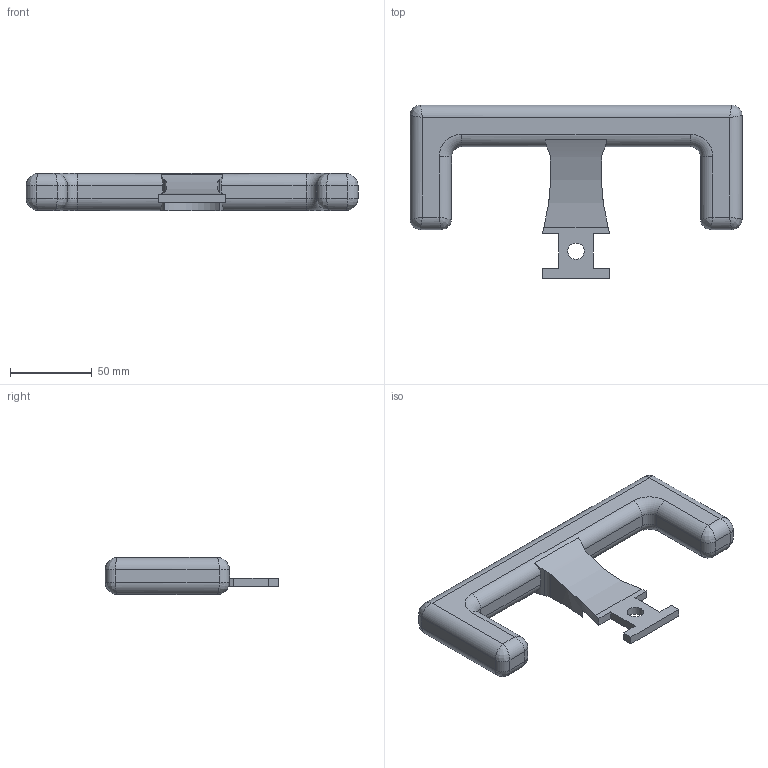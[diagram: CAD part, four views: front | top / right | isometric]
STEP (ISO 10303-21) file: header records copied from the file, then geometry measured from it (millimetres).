
FILE_DESCRIPTION(/* description */ (''),/* implementation_level */ '2;1');
FILE_NAME(/* name */ 'SteeringWheel_v2 v3.step',/* time_stamp */ '2024-06-05T12:13:33-07:00',/* author */ (''),/* organization */ (''),/* preprocessor_version */ 'ST-DEVELOPER v20',/* originating_system */ 'Autodesk Translation Framework v13.14.0.145',/* authorisation */ '');
FILE_SCHEMA (('AUTOMOTIVE_DESIGN { 1 0 10303 214 3 1 1 }'));
Length unit declared in the file: inch
Products named in the file (1): SteeringWheel_v2
Bounding box: 203.2 x 106.36 x 22.7 mm (x, y, z)
Volume: 181046.5 mm3; surface area: 32749.8 mm2
Topology: 1 solids, 1 shells, 86 faces, 212 edges, 116 vertices
Faces by surface type: cylinder 36, plane 34, bspline 12, torus 4
Full cylindrical faces by diameter (mm): 10 x1
Entity records: 3050 total; most frequent: CARTESIAN_POINT 1061, DIRECTION 414, ORIENTED_EDGE 400, EDGE_CURVE 200, AXIS2_PLACEMENT_3D 149, LINE 116, VECTOR 116, VERTEX_POINT 116
